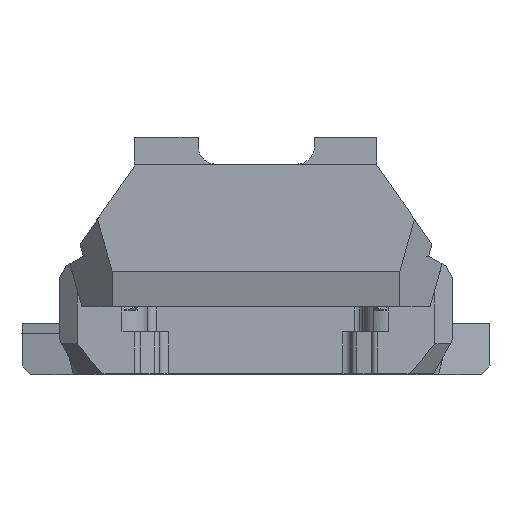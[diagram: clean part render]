
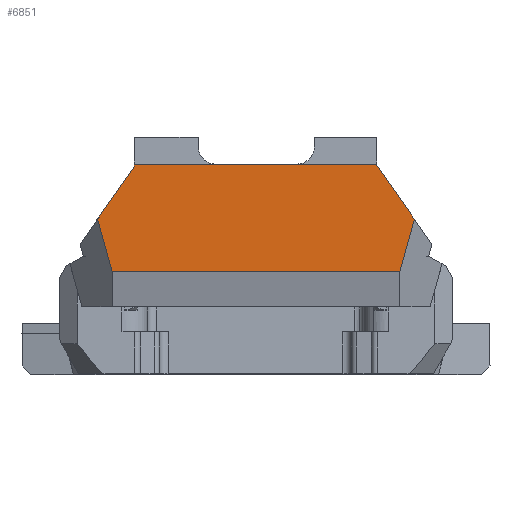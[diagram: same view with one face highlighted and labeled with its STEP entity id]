
A CAD part, top view. The second image highlights one B-rep face of the part: STEP entity #6851.
In plain terms, the highlighted face is planar.
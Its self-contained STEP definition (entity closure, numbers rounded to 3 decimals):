
#141=PLANE('',#7285);
#474=FACE_OUTER_BOUND('',#858,.T.);
#858=EDGE_LOOP('',(#5158,#5159,#5160,#5161,#5162,#5163,#5164,#5165));
#1457=LINE('',#16549,#2269);
#1463=LINE('',#16560,#2275);
#1465=LINE('',#16564,#2277);
#1500=LINE('',#18604,#2312);
#1519=LINE('',#18646,#2331);
#1537=LINE('',#18682,#2349);
#1538=LINE('',#18685,#2350);
#1539=LINE('',#18686,#2351);
#2269=VECTOR('',#7870,10.);
#2275=VECTOR('',#7878,10.);
#2277=VECTOR('',#7882,10.);
#2312=VECTOR('',#7993,10.);
#2331=VECTOR('',#8036,10.);
#2349=VECTOR('',#8068,10.);
#2350=VECTOR('',#8071,10.);
#2351=VECTOR('',#8072,10.);
#3136=VERTEX_POINT('',#16546);
#3137=VERTEX_POINT('',#16548);
#3140=VERTEX_POINT('',#16556);
#3142=VERTEX_POINT('',#16562);
#3180=VERTEX_POINT('',#18592);
#3196=VERTEX_POINT('',#18644);
#3207=VERTEX_POINT('',#18680);
#3208=VERTEX_POINT('',#18684);
#3830=EDGE_CURVE('',#3137,#3136,#1457,.F.);
#3836=EDGE_CURVE('',#3140,#3137,#1463,.F.);
#3838=EDGE_CURVE('',#3142,#3136,#1465,.T.);
#3906=EDGE_CURVE('',#3180,#3140,#1500,.T.);
#3927=EDGE_CURVE('',#3196,#3142,#1519,.T.);
#3945=EDGE_CURVE('',#3207,#3196,#1537,.F.);
#3946=EDGE_CURVE('',#3208,#3207,#1538,.T.);
#3947=EDGE_CURVE('',#3208,#3180,#1539,.T.);
#5158=ORIENTED_EDGE('',*,*,#3838,.F.);
#5159=ORIENTED_EDGE('',*,*,#3927,.F.);
#5160=ORIENTED_EDGE('',*,*,#3945,.F.);
#5161=ORIENTED_EDGE('',*,*,#3946,.F.);
#5162=ORIENTED_EDGE('',*,*,#3947,.T.);
#5163=ORIENTED_EDGE('',*,*,#3906,.T.);
#5164=ORIENTED_EDGE('',*,*,#3836,.T.);
#5165=ORIENTED_EDGE('',*,*,#3830,.T.);
#6851=ADVANCED_FACE('',(#474),#141,.T.);
#7285=AXIS2_PLACEMENT_3D('',#18683,#8069,#8070);
#7870=DIRECTION('',(0.,0.,-1.));
#7878=DIRECTION('',(0.574,0.,-0.819));
#7882=DIRECTION('',(1.,0.,0.));
#7993=DIRECTION('',(0.266,0.,0.964));
#8036=DIRECTION('',(0.,0.,1.));
#8068=DIRECTION('',(-0.574,0.,-0.819));
#8069=DIRECTION('center_axis',(0.,-1.,0.));
#8070=DIRECTION('ref_axis',(1.,0.,0.));
#8071=DIRECTION('',(-0.266,0.,0.964));
#8072=DIRECTION('',(1.,0.,0.));
#16546=CARTESIAN_POINT('',(15.799,-139.403,96.396));
#16548=CARTESIAN_POINT('',(15.799,-139.403,96.215));
#16549=CARTESIAN_POINT('',(15.799,-139.403,85.014));
#16556=CARTESIAN_POINT('',(20.171,-139.403,89.971));
#16560=CARTESIAN_POINT('',(29.279,-139.403,76.963));
#16562=CARTESIAN_POINT('',(-12.551,-139.403,96.396));
#16564=CARTESIAN_POINT('',(-14.232,-139.403,96.396));
#18592=CARTESIAN_POINT('',(18.472,-139.403,83.826));
#18604=CARTESIAN_POINT('',(17.47,-139.403,80.201));
#18644=CARTESIAN_POINT('',(-12.551,-139.403,96.113));
#18646=CARTESIAN_POINT('',(-12.551,-139.403,85.014));
#18680=CARTESIAN_POINT('',(-16.851,-139.403,89.971));
#18682=CARTESIAN_POINT('',(-25.96,-139.403,76.963));
#18683=CARTESIAN_POINT('Origin',(-19.54,-139.403,71.926));
#18684=CARTESIAN_POINT('',(-15.153,-139.403,83.826));
#18685=CARTESIAN_POINT('',(-14.151,-139.403,80.201));
#18686=CARTESIAN_POINT('',(20.056,-139.403,83.826));
